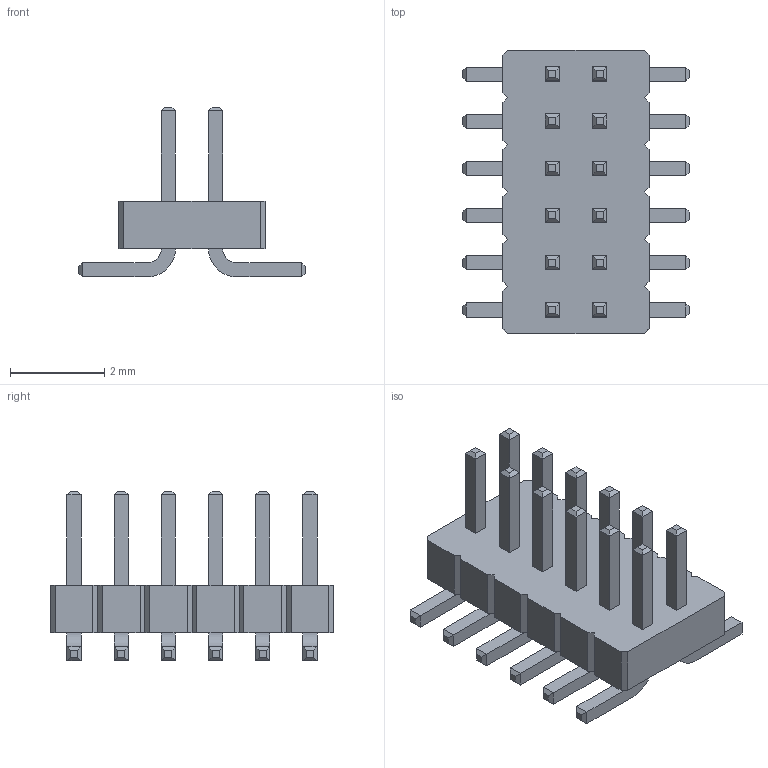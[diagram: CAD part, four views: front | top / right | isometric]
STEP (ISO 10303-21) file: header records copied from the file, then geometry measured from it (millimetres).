
FILE_DESCRIPTION(/* description */ ('model of Pin_Header_Straight_2x06_Pitch1.00mm_SMD'),/* implementation_level */ '2;1');
FILE_NAME(/* name */ 'Pin_Header_Straight_2x06_Pitch1.00mm_SMD.step',/* time_stamp */ '2017-09-10T00:12:32',/* author */ ('kicad StepUp','ksu'),/* organization */ ('FreeCAD'),/* preprocessor_version */ 'OCC',/* originating_system */ 'kicad StepUp',/* authorisation */ '');
FILE_SCHEMA(('AUTOMOTIVE_DESIGN { 1 0 10303 214 1 1 1 1 }'));
Length unit declared in the file: millimetre
Products named in the file (1): Pin_Header_Straight_2x06_Pitch100mm_SMD
Bounding box: 4.8 x 6 x 3.6 mm (x, y, z)
Volume: 22.9 mm3; surface area: 114.1 mm2
Topology: 1 solids, 1 shells, 280 faces, 666 edges, 412 vertices
Faces by surface type: plane 256, cylinder 24
Entity records: 9803 total; most frequent: CARTESIAN_POINT 1359, ORIENTED_EDGE 1332, DIRECTION 1276, EDGE_CURVE 666, LINE 618, VECTOR 618, VERTEX_POINT 412, AXIS2_PLACEMENT_3D 329
